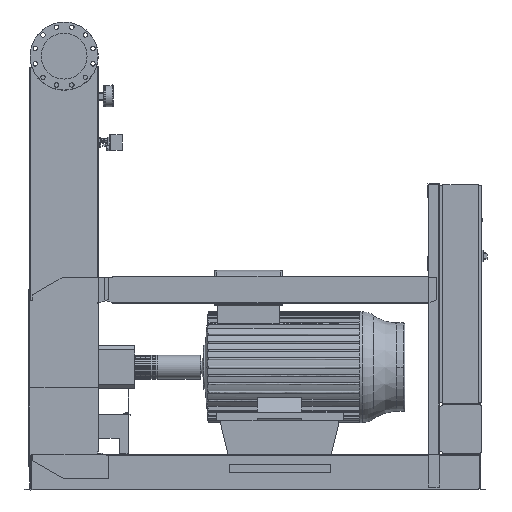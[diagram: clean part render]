
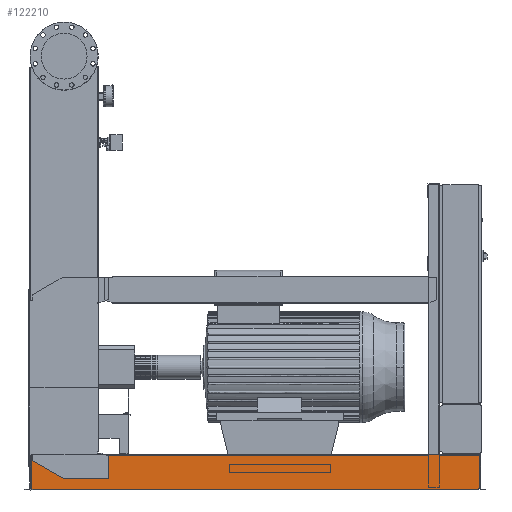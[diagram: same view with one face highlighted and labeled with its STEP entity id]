
A CAD part, front view. The second image highlights one B-rep face of the part: STEP entity #122210.
In plain terms, the highlighted free-form (B-spline) face has degree [1, 1] with [2, 2] control points.
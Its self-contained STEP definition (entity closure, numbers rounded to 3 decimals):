
#117441=CARTESIAN_POINT('',(-191.0,-460.5,202.));
#117442=VERTEX_POINT('',#117441);
#117449=CARTESIAN_POINT('',(-191.0,-460.5,208.));
#117450=VERTEX_POINT('',#117449);
#117451=CARTESIAN_POINT('',(-191.0,-460.5,202.));
#117452=DIRECTION('',(0.0,0.0,1.0));
#117453=VECTOR('',#117452,6.);
#117454=LINE('',#117451,#117453);
#117455=EDGE_CURVE('',#117442,#117450,#117454,.T.);
#120495=CARTESIAN_POINT('',(2462.,-460.5,208.));
#120496=VERTEX_POINT('',#120495);
#120497=CARTESIAN_POINT('',(-191.0,-460.5,208.));
#120498=DIRECTION('',(1.0,0.0,0.0));
#120499=VECTOR('',#120498,2653.);
#120500=LINE('',#120497,#120499);
#120501=EDGE_CURVE('',#117450,#120496,#120500,.T.);
#121798=CARTESIAN_POINT('',(2470.,-460.5,202.));
#121799=VERTEX_POINT('',#121798);
#121806=CARTESIAN_POINT('',(2470.,-460.5,112.689));
#121807=VERTEX_POINT('',#121806);
#121808=CARTESIAN_POINT('',(2470.,-460.5,112.689));
#121809=DIRECTION('',(0.0,0.0,1.0));
#121810=VECTOR('',#121809,89.311);
#121811=LINE('',#121808,#121810);
#121812=EDGE_CURVE('',#121807,#121799,#121811,.T.);
#122124=CARTESIAN_POINT('',(-199.,-460.5,3.));
#122125=CARTESIAN_POINT('',(-199.,-460.5,208.));
#122126=CARTESIAN_POINT('',(2470.,-460.5,3.));
#122127=CARTESIAN_POINT('',(2470.,-460.5,208.));
#122128=B_SPLINE_SURFACE_WITH_KNOTS('',1,1,((#122124,#122126),(#122125,#122127)),.UNSPECIFIED.,.F.,.F.,.U.,(2,2),(2,2),(0.0,205.),(0.0,2669.0),.UNSPECIFIED.);
#122129=CARTESIAN_POINT('',(2470.,-460.5,6.));
#122130=VERTEX_POINT('',#122129);
#122131=CARTESIAN_POINT('',(2470.,-460.5,6.));
#122132=DIRECTION('',(0.0,0.0,1.0));
#122133=VECTOR('',#122132,106.689);
#122134=LINE('',#122131,#122133);
#122135=EDGE_CURVE('',#122130,#121807,#122134,.T.);
#122136=ORIENTED_EDGE('',*,*,#122135,.T.);
#122137=ORIENTED_EDGE('',*,*,#121812,.T.);
#122138=CARTESIAN_POINT('',(2462.,-460.5,202.));
#122139=VERTEX_POINT('',#122138);
#122140=CARTESIAN_POINT('',(2470.,-460.5,202.));
#122141=DIRECTION('',(-1.0,0.0,0.0));
#122142=VECTOR('',#122141,8.0);
#122143=LINE('',#122140,#122142);
#122144=EDGE_CURVE('',#121799,#122139,#122143,.T.);
#122145=ORIENTED_EDGE('',*,*,#122144,.T.);
#122146=CARTESIAN_POINT('',(2462.,-460.5,208.));
#122147=DIRECTION('',(0.0,0.0,-1.0));
#122148=VECTOR('',#122147,6.);
#122149=LINE('',#122146,#122148);
#122150=EDGE_CURVE('',#120496,#122139,#122149,.T.);
#122151=ORIENTED_EDGE('',*,*,#122150,.F.);
#122152=ORIENTED_EDGE('',*,*,#120501,.F.);
#122153=ORIENTED_EDGE('',*,*,#117455,.F.);
#122154=CARTESIAN_POINT('',(-199.,-460.5,202.));
#122155=VERTEX_POINT('',#122154);
#122156=CARTESIAN_POINT('',(-191.0,-460.5,202.));
#122157=DIRECTION('',(-1.0,0.0,0.0));
#122158=VECTOR('',#122157,8.);
#122159=LINE('',#122156,#122158);
#122160=EDGE_CURVE('',#117442,#122155,#122159,.T.);
#122161=ORIENTED_EDGE('',*,*,#122160,.T.);
#122162=CARTESIAN_POINT('',(-199.,-460.5,6.));
#122163=VERTEX_POINT('',#122162);
#122164=CARTESIAN_POINT('',(-199.,-460.5,202.));
#122165=DIRECTION('',(0.0,0.0,-1.0));
#122166=VECTOR('',#122165,196.);
#122167=LINE('',#122164,#122166);
#122168=EDGE_CURVE('',#122155,#122163,#122167,.T.);
#122169=ORIENTED_EDGE('',*,*,#122168,.T.);
#122170=CARTESIAN_POINT('',(-191.0,-460.5,6.));
#122171=VERTEX_POINT('',#122170);
#122172=CARTESIAN_POINT('',(-199.,-460.5,6.));
#122173=DIRECTION('',(1.0,0.0,0.0));
#122174=VECTOR('',#122173,8.);
#122175=LINE('',#122172,#122174);
#122176=EDGE_CURVE('',#122163,#122171,#122175,.T.);
#122177=ORIENTED_EDGE('',*,*,#122176,.T.);
#122178=CARTESIAN_POINT('',(-191.0,-460.5,3.));
#122179=VERTEX_POINT('',#122178);
#122180=CARTESIAN_POINT('',(-191.0,-460.5,3.));
#122181=DIRECTION('',(0.0,0.0,1.0));
#122182=VECTOR('',#122181,3.);
#122183=LINE('',#122180,#122182);
#122184=EDGE_CURVE('',#122179,#122171,#122183,.T.);
#122185=ORIENTED_EDGE('',*,*,#122184,.F.);
#122186=CARTESIAN_POINT('',(2462.,-460.5,3.));
#122187=VERTEX_POINT('',#122186);
#122188=CARTESIAN_POINT('',(2462.,-460.5,3.));
#122189=DIRECTION('',(-1.0,0.0,0.0));
#122190=VECTOR('',#122189,2653.);
#122191=LINE('',#122188,#122190);
#122192=EDGE_CURVE('',#122187,#122179,#122191,.T.);
#122193=ORIENTED_EDGE('',*,*,#122192,.F.);
#122194=CARTESIAN_POINT('',(2462.,-460.5,6.));
#122195=VERTEX_POINT('',#122194);
#122196=CARTESIAN_POINT('',(2462.,-460.5,6.));
#122197=DIRECTION('',(0.0,0.0,-1.0));
#122198=VECTOR('',#122197,3.);
#122199=LINE('',#122196,#122198);
#122200=EDGE_CURVE('',#122195,#122187,#122199,.T.);
#122201=ORIENTED_EDGE('',*,*,#122200,.F.);
#122202=CARTESIAN_POINT('',(2462.,-460.5,6.));
#122203=DIRECTION('',(1.0,0.0,0.0));
#122204=VECTOR('',#122203,8.0);
#122205=LINE('',#122202,#122204);
#122206=EDGE_CURVE('',#122195,#122130,#122205,.T.);
#122207=ORIENTED_EDGE('',*,*,#122206,.T.);
#122208=EDGE_LOOP('',(#122136,#122137,#122145,#122151,#122152,#122153,#122161,#122169,#122177,#122185,#122193,#122201,#122207));
#122209=FACE_OUTER_BOUND('',#122208,.T.);
#122210=ADVANCED_FACE('',(#122209),#122128,.F.);
